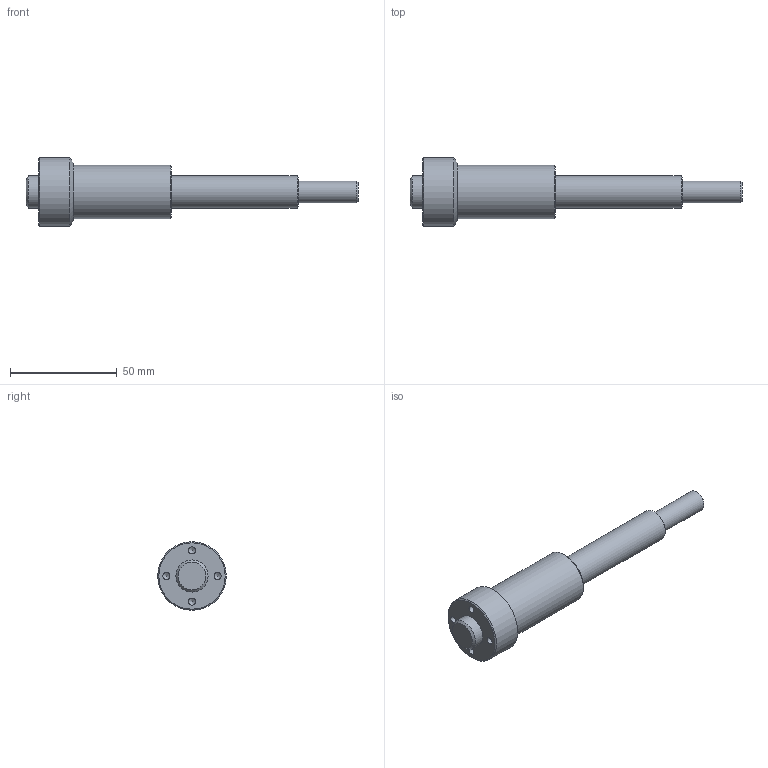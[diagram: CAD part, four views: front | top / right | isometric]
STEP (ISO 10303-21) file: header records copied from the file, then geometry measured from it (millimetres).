
FILE_DESCRIPTION(/* description */ ('STEP AP242','CAx-IF Rec.Pracs.---Representation and Presentation of Product Manufacturing Information (PMI)---4.0---2014-10-13','CAx-IF Rec.Pracs.---3D Tessellated Geometry---0.4---2014-09-14','2;1'),/* implementation_level */ '2;1');
FILE_NAME(/* name */ '62e38f6b52a3ed4c63747bff',/* time_stamp */ '2022-07-29T07:42:36+00:00',/* author */ (''),/* organization */ (''),/* preprocessor_version */ 'ST-DEVELOPER v18.102',/* originating_system */ ' ',/* authorisation */ ' ');
FILE_SCHEMA (('AP242_MANAGED_MODEL_BASED_3D_ENGINEERING_MIM_LF { 1 0 10303 442 1 1 4 }'));
Length unit declared in the file: metre
Products named in the file (1): Part 1
Bounding box: 155.2 x 32 x 32 mm (x, y, z)
Volume: 48538.2 mm3; surface area: 11049.6 mm2
Topology: 1 solids, 1 shells, 25 faces, 49 edges, 30 vertices
Faces by surface type: cone 10, cylinder 9, plane 6
Full cylindrical faces by diameter (mm): 3.3 x4, 10 x1, 15 x2, 25 x1, 32 x1
Entity records: 532 total; most frequent: DIRECTION 100, CARTESIAN_POINT 78, FACE_BOUND 52, AXIS2_PLACEMENT_3D 50, ORIENTED_EDGE 48, EDGE_LOOP 48, VERTEX_POINT 28, ADVANCED_FACE 25
